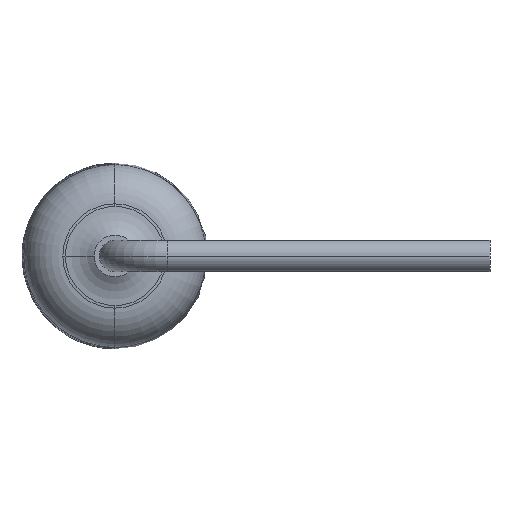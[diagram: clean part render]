
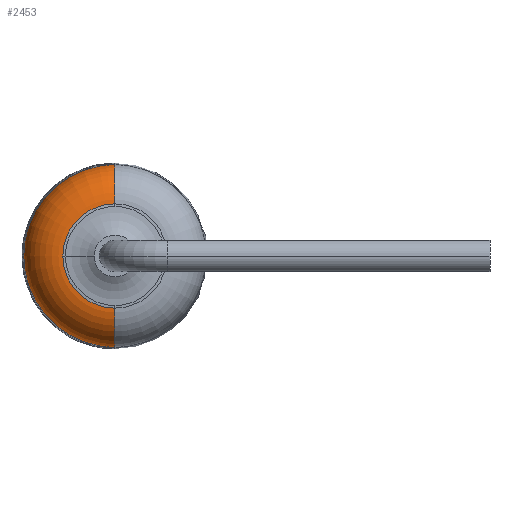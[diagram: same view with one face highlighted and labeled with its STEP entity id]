
A CAD part, left-side view. The second image highlights one B-rep face of the part: STEP entity #2453.
In plain terms, the highlighted toroidal (fillet/blend) face has major radius 0.952 mm and minor radius 0.8 mm.
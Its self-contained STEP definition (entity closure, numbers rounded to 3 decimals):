
#67 = DIRECTION ( 'NONE',  ( -1., 0., 0. ) ) ;
#98 = CARTESIAN_POINT ( 'NONE',  ( -3.75, 1.75, 0. ) ) ;
#102 = CARTESIAN_POINT ( 'NONE',  ( -4.5, 0., 0. ) ) ;
#218 = EDGE_CURVE ( 'NONE', #279, #2502, #2194, .T. ) ;
#262 = VERTEX_POINT ( 'NONE', #98 ) ;
#279 = VERTEX_POINT ( 'NONE', #1476 ) ;
#290 = AXIS2_PLACEMENT_3D ( 'NONE', #2357, #1915, #570 ) ;
#349 = CARTESIAN_POINT ( 'NONE',  ( -3.75, 0., -1.75 ) ) ;
#450 = ORIENTED_EDGE ( 'NONE', *, *, #1597, .T. ) ;
#480 = DIRECTION ( 'NONE',  ( 0., 0., -1. ) ) ;
#563 = TOROIDAL_SURFACE ( 'NONE', #980, 0.952, 0.8 ) ;
#570 = DIRECTION ( 'NONE',  ( 0., 0., 1. ) ) ;
#619 = CIRCLE ( 'NONE', #1473, 1.75 ) ;
#632 = DIRECTION ( 'NONE',  ( 0., -1., 0. ) ) ;
#636 = VERTEX_POINT ( 'NONE', #349 ) ;
#669 = EDGE_CURVE ( 'NONE', #279, #262, #619, .T. ) ;
#773 = CIRCLE ( 'NONE', #1036, 1.75 ) ;
#874 = DIRECTION ( 'NONE',  ( -1., 0., 0. ) ) ;
#885 = CARTESIAN_POINT ( 'NONE',  ( -4.5, 0., 0.952 ) ) ;
#918 = DIRECTION ( 'NONE',  ( -1., 0., 0. ) ) ;
#980 = AXIS2_PLACEMENT_3D ( 'NONE', #1671, #918, #2486 ) ;
#1013 = ORIENTED_EDGE ( 'NONE', *, *, #218, .F. ) ;
#1014 = ORIENTED_EDGE ( 'NONE', *, *, #669, .T. ) ;
#1036 = AXIS2_PLACEMENT_3D ( 'NONE', #1848, #874, #2093 ) ;
#1077 = EDGE_CURVE ( 'NONE', #2502, #1568, #2131, .T. ) ;
#1113 = CARTESIAN_POINT ( 'NONE',  ( -4.5, 0., -0.952 ) ) ;
#1230 = ORIENTED_EDGE ( 'NONE', *, *, #2381, .T. ) ;
#1299 = CARTESIAN_POINT ( 'NONE',  ( -3.75, 0., 0. ) ) ;
#1400 = AXIS2_PLACEMENT_3D ( 'NONE', #2018, #632, #480 ) ;
#1473 = AXIS2_PLACEMENT_3D ( 'NONE', #1299, #67, #1479 ) ;
#1476 = CARTESIAN_POINT ( 'NONE',  ( -3.75, 0., 1.75 ) ) ;
#1479 = DIRECTION ( 'NONE',  ( 0., 0., 1. ) ) ;
#1568 = VERTEX_POINT ( 'NONE', #1113 ) ;
#1597 = EDGE_CURVE ( 'NONE', #262, #636, #773, .T. ) ;
#1671 = CARTESIAN_POINT ( 'NONE',  ( -3.7, 0., 0. ) ) ;
#1707 = CIRCLE ( 'NONE', #290, 0.8 ) ;
#1841 = EDGE_LOOP ( 'NONE', ( #450, #1230, #2021, #1013, #1014 ) ) ;
#1848 = CARTESIAN_POINT ( 'NONE',  ( -3.75, 0., 0. ) ) ;
#1915 = DIRECTION ( 'NONE',  ( 0., 1., 0. ) ) ;
#2018 = CARTESIAN_POINT ( 'NONE',  ( -3.7, 0., 0.952 ) ) ;
#2021 = ORIENTED_EDGE ( 'NONE', *, *, #1077, .F. ) ;
#2093 = DIRECTION ( 'NONE',  ( 0., 0., 1. ) ) ;
#2131 = CIRCLE ( 'NONE', #2561, 0.952 ) ;
#2194 = CIRCLE ( 'NONE', #1400, 0.8 ) ;
#2231 = FACE_OUTER_BOUND ( 'NONE', #1841, .T. ) ;
#2280 = DIRECTION ( 'NONE',  ( -1., 0., 0. ) ) ;
#2311 = DIRECTION ( 'NONE',  ( 0., 0., -1. ) ) ;
#2357 = CARTESIAN_POINT ( 'NONE',  ( -3.7, 0., -0.952 ) ) ;
#2381 = EDGE_CURVE ( 'NONE', #636, #1568, #1707, .T. ) ;
#2453 = ADVANCED_FACE ( 'NONE', ( #2231 ), #563, .T. ) ;
#2486 = DIRECTION ( 'NONE',  ( 0., 0., 1. ) ) ;
#2502 = VERTEX_POINT ( 'NONE', #885 ) ;
#2561 = AXIS2_PLACEMENT_3D ( 'NONE', #102, #2280, #2311 ) ;
